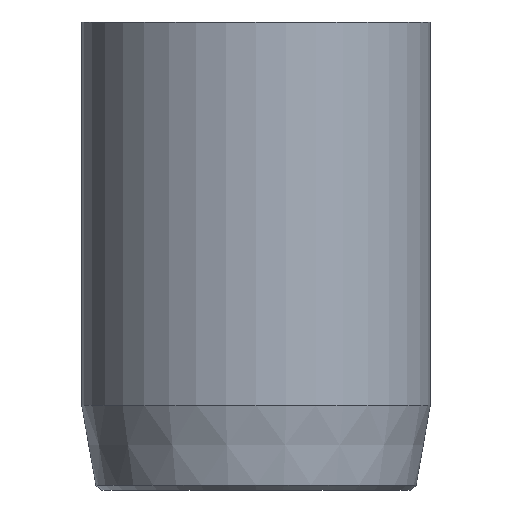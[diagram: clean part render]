
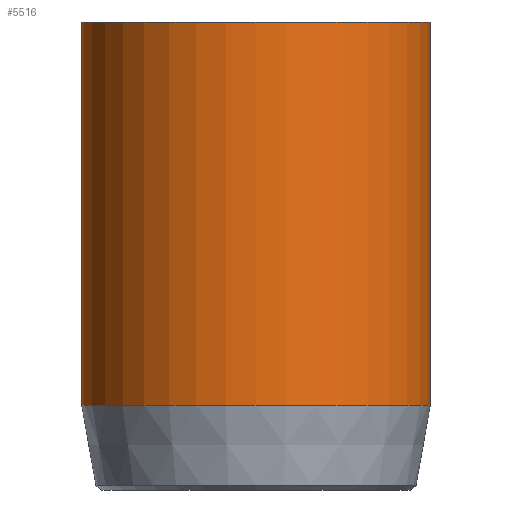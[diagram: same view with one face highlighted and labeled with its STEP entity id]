
A CAD part, front view. The second image highlights one B-rep face of the part: STEP entity #5516.
In plain terms, the highlighted cylindrical face has radius 1.75 mm (diameter 3.5 mm), a full revolution.
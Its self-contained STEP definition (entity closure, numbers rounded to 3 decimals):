
#708=CYLINDRICAL_SURFACE('',#5703,1.75);
#990=FACE_OUTER_BOUND('',#1314,.T.);
#1314=EDGE_LOOP('',(#5126,#5127,#5128,#5129,#5130));
#1735=LINE('',#10425,#2166);
#2166=VECTOR('',#6358,1.75);
#2204=CIRCLE('',#5688,1.75);
#2209=CIRCLE('',#5701,1.75);
#2210=CIRCLE('',#5702,1.75);
#2731=VERTEX_POINT('',#10399);
#2736=VERTEX_POINT('',#10419);
#2737=VERTEX_POINT('',#10420);
#3531=EDGE_CURVE('',#2731,#2731,#2204,.T.);
#3538=EDGE_CURVE('',#2736,#2737,#2209,.T.);
#3539=EDGE_CURVE('',#2737,#2736,#2210,.T.);
#3541=EDGE_CURVE('',#2731,#2736,#1735,.T.);
#5126=ORIENTED_EDGE('',*,*,#3531,.T.);
#5127=ORIENTED_EDGE('',*,*,#3541,.T.);
#5128=ORIENTED_EDGE('',*,*,#3538,.T.);
#5129=ORIENTED_EDGE('',*,*,#3539,.T.);
#5130=ORIENTED_EDGE('',*,*,#3541,.F.);
#5516=ADVANCED_FACE('',(#990),#708,.T.);
#5688=AXIS2_PLACEMENT_3D('',#10400,#6323,#6324);
#5701=AXIS2_PLACEMENT_3D('',#10421,#6351,#6352);
#5702=AXIS2_PLACEMENT_3D('',#10422,#6353,#6354);
#5703=AXIS2_PLACEMENT_3D('',#10424,#6356,#6357);
#6323=DIRECTION('center_axis',(0.,0.,-1.));
#6324=DIRECTION('ref_axis',(-1.,0.,0.));
#6351=DIRECTION('center_axis',(0.,0.,1.));
#6352=DIRECTION('ref_axis',(-1.,0.,0.));
#6353=DIRECTION('center_axis',(0.,0.,1.));
#6354=DIRECTION('ref_axis',(-1.,0.,0.));
#6356=DIRECTION('center_axis',(0.,0.,1.));
#6357=DIRECTION('ref_axis',(-1.,0.,0.));
#6358=DIRECTION('',(0.,0.,-1.));
#10399=CARTESIAN_POINT('',(1.75,0.,4.7));
#10400=CARTESIAN_POINT('Origin',(0.,0.,4.7));
#10419=CARTESIAN_POINT('',(1.75,0.,0.851));
#10420=CARTESIAN_POINT('',(-1.75,0.,0.851));
#10421=CARTESIAN_POINT('Origin',(0.,0.,0.851));
#10422=CARTESIAN_POINT('Origin',(0.,0.,0.851));
#10424=CARTESIAN_POINT('Origin',(0.,0.,0.));
#10425=CARTESIAN_POINT('',(1.75,0.,0.));
